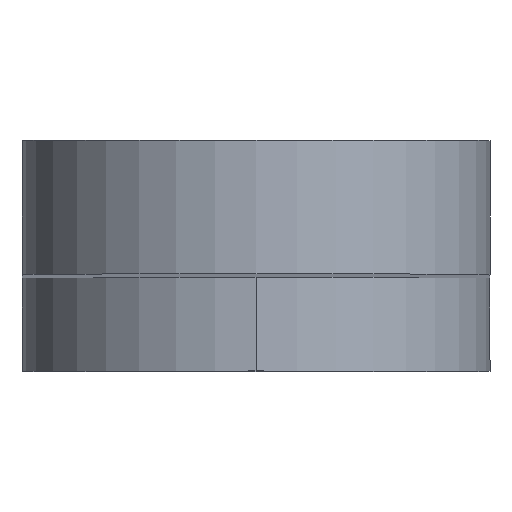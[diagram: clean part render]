
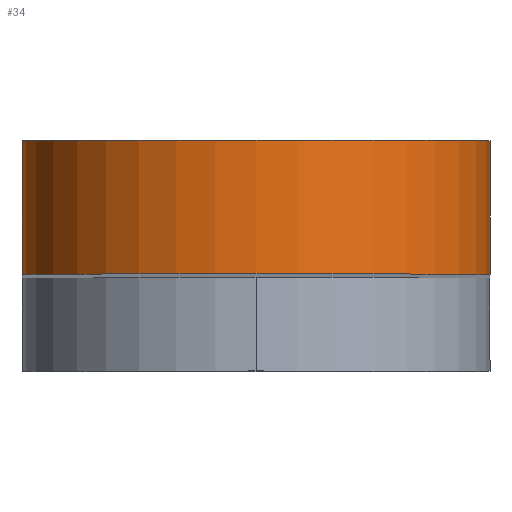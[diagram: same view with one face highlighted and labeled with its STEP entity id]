
A CAD part, top view. The second image highlights one B-rep face of the part: STEP entity #34.
In plain terms, the highlighted cylindrical face has radius 3.5 mm (diameter 7 mm), a partial arc.
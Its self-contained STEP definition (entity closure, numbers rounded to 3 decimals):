
#5 = VERTEX_POINT ( 'NONE', #261 ) ;
#14 = LINE ( 'NONE', #69, #83 ) ;
#30 = ORIENTED_EDGE ( 'NONE', *, *, #68, .F. ) ;
#31 = CIRCLE ( 'NONE', #155, 3.5 ) ;
#34 = ADVANCED_FACE ( 'NONE', ( #147 ), #206, .T. ) ;
#42 = DIRECTION ( 'NONE',  ( 0., -1., 0. ) ) ;
#45 = EDGE_CURVE ( 'NONE', #5, #256, #101, .T. ) ;
#56 = EDGE_CURVE ( 'NONE', #5, #318, #14, .T. ) ;
#60 = CARTESIAN_POINT ( 'NONE',  ( 25., 39.9, -5. ) ) ;
#65 = AXIS2_PLACEMENT_3D ( 'NONE', #237, #181, #120 ) ;
#68 = EDGE_CURVE ( 'NONE', #256, #325, #239, .T. ) ;
#69 = CARTESIAN_POINT ( 'NONE',  ( 21.5, 41.9, -5. ) ) ;
#83 = VECTOR ( 'NONE', #42, 1000. ) ;
#101 = CIRCLE ( 'NONE', #65, 3.5 ) ;
#112 = ORIENTED_EDGE ( 'NONE', *, *, #319, .T. ) ;
#115 = DIRECTION ( 'NONE',  ( 0., 1., 0. ) ) ;
#120 = DIRECTION ( 'NONE',  ( 0., 0., 1. ) ) ;
#124 = DIRECTION ( 'NONE',  ( 0., -1., 0. ) ) ;
#127 = VECTOR ( 'NONE', #327, 1000. ) ;
#137 = CARTESIAN_POINT ( 'NONE',  ( 28.5, 41.9, -5. ) ) ;
#147 = FACE_OUTER_BOUND ( 'NONE', #174, .T. ) ;
#149 = AXIS2_PLACEMENT_3D ( 'NONE', #280, #124, #207 ) ;
#151 = CARTESIAN_POINT ( 'NONE',  ( 28.5, 41.9, -5. ) ) ;
#155 = AXIS2_PLACEMENT_3D ( 'NONE', #60, #115, #168 ) ;
#168 = DIRECTION ( 'NONE',  ( 0., 0., 1. ) ) ;
#171 = CARTESIAN_POINT ( 'NONE',  ( 28.5, 39.9, -5. ) ) ;
#174 = EDGE_LOOP ( 'NONE', ( #112, #30, #225, #301 ) ) ;
#181 = DIRECTION ( 'NONE',  ( 0., 1., 0. ) ) ;
#206 = CYLINDRICAL_SURFACE ( 'NONE', #149, 3.5 ) ;
#207 = DIRECTION ( 'NONE',  ( 0., 0., -1. ) ) ;
#225 = ORIENTED_EDGE ( 'NONE', *, *, #45, .F. ) ;
#237 = CARTESIAN_POINT ( 'NONE',  ( 25., 41.9, -5. ) ) ;
#239 = LINE ( 'NONE', #151, #127 ) ;
#247 = CARTESIAN_POINT ( 'NONE',  ( 21.5, 39.9, -5. ) ) ;
#256 = VERTEX_POINT ( 'NONE', #137 ) ;
#261 = CARTESIAN_POINT ( 'NONE',  ( 21.5, 41.9, -5. ) ) ;
#280 = CARTESIAN_POINT ( 'NONE',  ( 25., 41.9, -5. ) ) ;
#301 = ORIENTED_EDGE ( 'NONE', *, *, #56, .T. ) ;
#318 = VERTEX_POINT ( 'NONE', #247 ) ;
#319 = EDGE_CURVE ( 'NONE', #318, #325, #31, .T. ) ;
#325 = VERTEX_POINT ( 'NONE', #171 ) ;
#327 = DIRECTION ( 'NONE',  ( 0., -1., 0. ) ) ;
